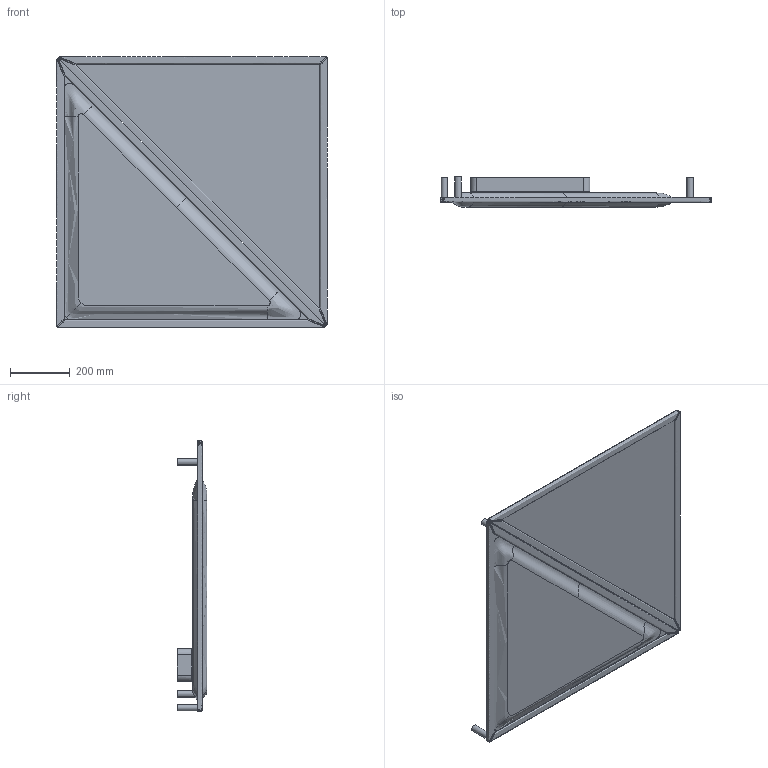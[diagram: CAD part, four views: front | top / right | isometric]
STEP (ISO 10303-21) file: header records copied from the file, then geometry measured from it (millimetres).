
FILE_DESCRIPTION(/* description */ (''),/* implementation_level */ '2;1');
FILE_NAME(/* name */ 'Lamp_Design_Wall_Ceiling_Flexia_CC6XX008_3D_STP.stp',/* time_stamp */ '2024-03-02T10:42:02-05:00',/* author */ (''),/* organization */ (''),/* preprocessor_version */ 'ST-DEVELOPER v19.3',/* originating_system */ 'SIEMENS PLM Software NX2212.5000',/* authorisation */ '');
FILE_SCHEMA (('AUTOMOTIVE_DESIGN { 1 0 10303 214 3 1 1 1 }'));
Products named in the file (1): Lamp_Design_Wall_Flexia_CC6XX008_Line_Drawing_objects
Bounding box: 906.49 x 100 x 906.49 mm (x, y, z)
Volume: 15856350.3 mm3; surface area: 2888699.6 mm2
Topology: 22 solids, 22 shells, 1615 faces, 4215 edges, 2646 vertices
Faces by surface type: cylinder 708, plane 553, torus 174, bspline 148, cone 18, sphere 8, extrusion 6
Full cylindrical faces by diameter (mm): 3.4 x2, 22 x3
Entity records: 80741 total; most frequent: CARTESIAN_POINT 43174, ORIENTED_EDGE 8384, DIRECTION 7118, EDGE_CURVE 4192, VERTEX_POINT 2638, AXIS2_PLACEMENT_3D 2514, VECTOR 2090, LINE 2084
